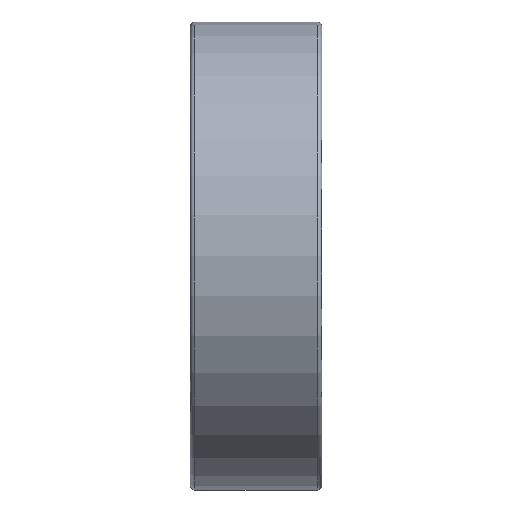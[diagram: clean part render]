
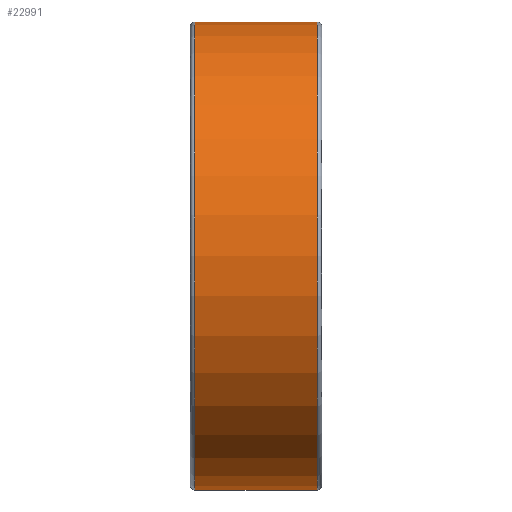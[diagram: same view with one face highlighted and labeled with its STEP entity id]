
A CAD part, top view. The second image highlights one B-rep face of the part: STEP entity #22991.
In plain terms, the highlighted cylindrical face has radius 16 mm (diameter 32 mm), a partial arc.
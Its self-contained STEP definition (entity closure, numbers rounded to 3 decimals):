
#12483=DIRECTION('',(-1.,0.,0.));
#12484=VECTOR('',#12483,8.4);
#12485=CARTESIAN_POINT('',(4.2,16.,0.));
#12486=LINE('',#12485,#12484);
#12490=DIRECTION('',(-1.,0.,0.));
#12491=VECTOR('',#12490,8.4);
#12492=CARTESIAN_POINT('',(4.2,-16.,0.));
#12493=LINE('',#12492,#12491);
#12505=CARTESIAN_POINT('',(4.2,0.,0.));
#12506=DIRECTION('',(1.,0.,0.));
#12507=DIRECTION('',(0.,1.,0.));
#12508=AXIS2_PLACEMENT_3D('',#12505,#12506,#12507);
#12513=CARTESIAN_POINT('',(-4.2,0.,0.));
#12514=DIRECTION('',(1.,0.,0.));
#12515=DIRECTION('',(0.,1.,0.));
#12516=AXIS2_PLACEMENT_3D('',#12513,#12514,#12515);
#19743=CARTESIAN_POINT('',(4.2,16.,0.));
#19744=CARTESIAN_POINT('',(-4.2,16.,0.));
#19745=VERTEX_POINT('',#19743);
#19746=VERTEX_POINT('',#19744);
#19755=CARTESIAN_POINT('',(4.2,-16.,0.));
#19756=CARTESIAN_POINT('',(-4.2,-16.,0.));
#19757=VERTEX_POINT('',#19755);
#19758=VERTEX_POINT('',#19756);
#22979=CARTESIAN_POINT('',(-4.95,0.,0.));
#22980=DIRECTION('',(1.,0.,0.));
#22981=DIRECTION('',(0.,-1.,0.));
#22982=AXIS2_PLACEMENT_3D('',#22979,#22980,#22981);
#22983=CYLINDRICAL_SURFACE('',#22982,16.);
#22984=ORIENTED_EDGE('',*,*,#22969,.F.);
#22985=ORIENTED_EDGE('',*,*,#22946,.T.);
#22986=ORIENTED_EDGE('',*,*,#22973,.T.);
#22988=ORIENTED_EDGE('',*,*,#22987,.F.);
#22989=EDGE_LOOP('',(#22984,#22985,#22986,#22988));
#22990=FACE_OUTER_BOUND('',#22989,.F.);
#12509=CIRCLE('',#12508,16.);
#12517=CIRCLE('',#12516,16.);
#22946=EDGE_CURVE('',#19745,#19757,#12509,.T.);
#22969=EDGE_CURVE('',#19745,#19746,#12486,.T.);
#22973=EDGE_CURVE('',#19757,#19758,#12493,.T.);
#22987=EDGE_CURVE('',#19746,#19758,#12517,.T.);
#22991=ADVANCED_FACE('',(#22990),#22983,.T.);
